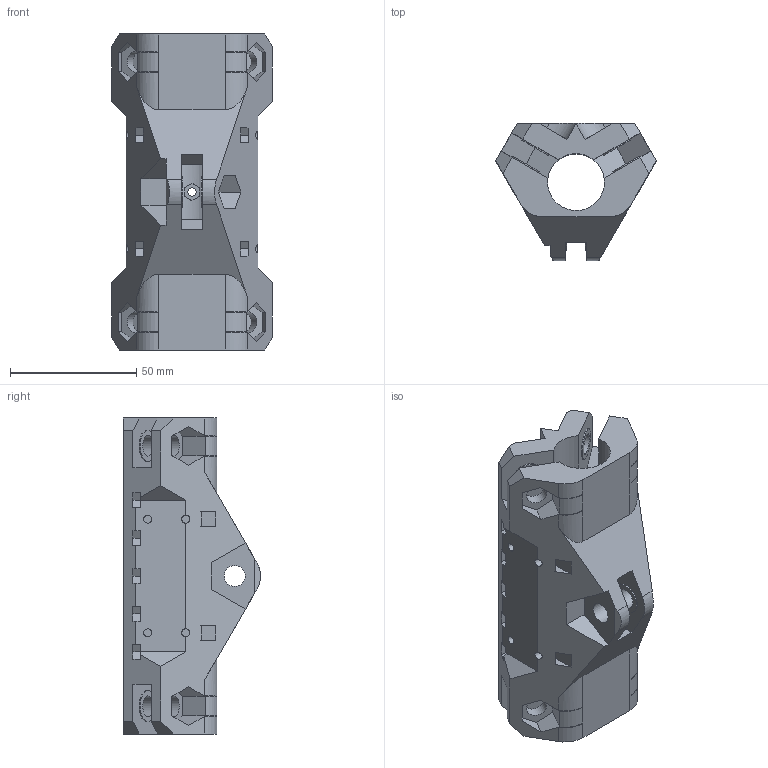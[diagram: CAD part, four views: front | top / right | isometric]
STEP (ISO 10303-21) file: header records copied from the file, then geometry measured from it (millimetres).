
FILE_DESCRIPTION(('FreeCAD Model'),'2;1');
FILE_NAME('xslider.step', '2020-10-30T15:46:13',('Author'),(''), 'Open CASCADE STEP processor 7.4','FreeCAD','Unknown');
FILE_SCHEMA(('AUTOMOTIVE_DESIGN { 1 0 10303 214 1 1 1 1 }'));
Length unit declared in the file: millimetre
Products named in the file (1): X-Slider_Expor_001
Bounding box: 63.51 x 54.23 x 125 mm (x, y, z)
Volume: 163675.4 mm3; surface area: 45416.4 mm2
Topology: 1 solids, 1 shells, 362 faces, 973 edges, 644 vertices
Faces by surface type: plane 274, cylinder 76, bspline 12
Full cylindrical faces by diameter (mm): 3.215 x41, 8.3 x10, 12.3 x10, 22.5 x1
Entity records: 24752 total; most frequent: CARTESIAN_POINT 5170, DIRECTION 3619, LINE 2411, VECTOR 2411, ORIENTED_EDGE 1946, PCURVE 1946, DEFINITIONAL_REPRESENTATION 1946, EDGE_CURVE 973
